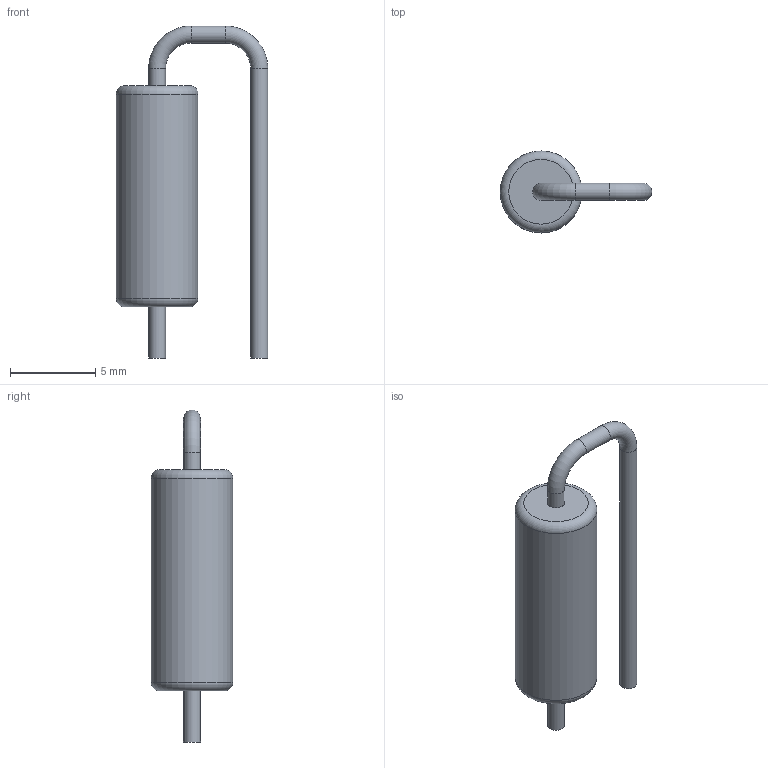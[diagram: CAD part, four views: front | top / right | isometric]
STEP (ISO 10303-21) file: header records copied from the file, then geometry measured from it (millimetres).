
FILE_DESCRIPTION(('STEP AP203'), '1');
FILE_NAME('R5 謥賥嚦闉', '2024-07-11T10:02:12', ('ava'), (''), 'ASCON STEP Converter 1.3', 'ASCON Math Kernel', '');
FILE_SCHEMA(('CONFIG_CONTROL_DESIGN'));
Length unit declared in the file: millimetre
Products named in the file (1): 3
Bounding box: 8.9 x 4.8 x 19.5 mm (x, y, z)
Volume: 256.7 mm3; surface area: 317.5 mm2
Topology: 1 solids, 1 shells, 13 faces, 21 edges, 12 vertices
Faces by surface type: cylinder 5, plane 4, torus 4
Full cylindrical faces by diameter (mm): 1 x4, 4.8 x1
Entity records: 334 total; most frequent: DIRECTION 52, CARTESIAN_POINT 38, AXIS2_PLACEMENT_3D 26, EDGE_LOOP 24, ORIENTED_EDGE 24, FACE_OUTER_BOUND 18, ADVANCED_FACE 13, EDGE_CURVE 12
